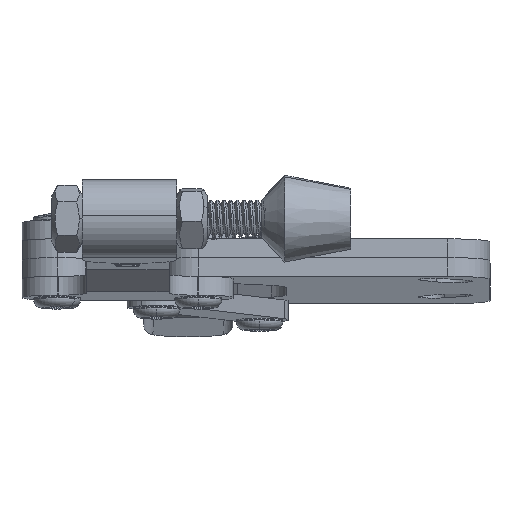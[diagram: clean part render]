
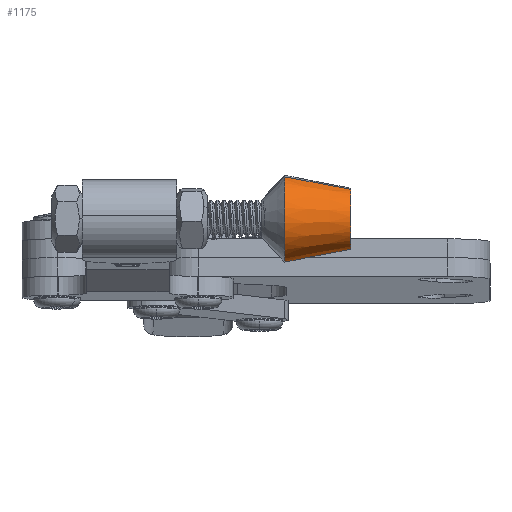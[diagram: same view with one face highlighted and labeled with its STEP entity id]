
A CAD part, left-side view. The second image highlights one B-rep face of the part: STEP entity #1175.
In plain terms, the highlighted conical face has half-angle 11.113 degrees and reference radius 9.25 mm.
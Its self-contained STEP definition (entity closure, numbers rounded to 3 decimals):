
#181 = DIRECTION ( 'NONE',  ( 0., -1., 0. ) ) ;
#579 = CARTESIAN_POINT ( 'NONE',  ( 0., -9.25, 5.5 ) ) ;
#1175 = ADVANCED_FACE ( 'NONE', ( #24585 ), #16905, .T. ) ;
#1727 = CARTESIAN_POINT ( 'NONE',  ( 0., 6.5, -8.5 ) ) ;
#3105 = EDGE_CURVE ( 'NONE', #19357, #10824, #14399, .T. ) ;
#5866 = AXIS2_PLACEMENT_3D ( 'NONE', #30930, #15540, #181 ) ;
#6511 = CARTESIAN_POINT ( 'NONE',  ( 0., 0., -8.5 ) ) ;
#7214 = ORIENTED_EDGE ( 'NONE', *, *, #25698, .T. ) ;
#8234 = AXIS2_PLACEMENT_3D ( 'NONE', #17436, #11978, #31007 ) ;
#9117 = DIRECTION ( 'NONE',  ( 0., -1., 0. ) ) ;
#10824 = VERTEX_POINT ( 'NONE', #17160 ) ;
#11377 = VERTEX_POINT ( 'NONE', #12515 ) ;
#11978 = DIRECTION ( 'NONE',  ( 0., 0., 1. ) ) ;
#12515 = CARTESIAN_POINT ( 'NONE',  ( 0., 9.25, 5.5 ) ) ;
#13813 = ORIENTED_EDGE ( 'NONE', *, *, #27158, .F. ) ;
#14378 = CARTESIAN_POINT ( 'NONE',  ( 0., 9.25, 5.5 ) ) ;
#14399 = LINE ( 'NONE', #579, #26491 ) ;
#15540 = DIRECTION ( 'NONE',  ( 0., 0., 1. ) ) ;
#16905 = CONICAL_SURFACE ( 'NONE', #8234, 9.25, 0.194 ) ;
#17102 = DIRECTION ( 'NONE',  ( 0., 0.193, 0.981 ) ) ;
#17160 = CARTESIAN_POINT ( 'NONE',  ( 0., -9.25, 5.5 ) ) ;
#17436 = CARTESIAN_POINT ( 'NONE',  ( 0., 0., 5.5 ) ) ;
#18186 = ORIENTED_EDGE ( 'NONE', *, *, #32294, .F. ) ;
#18565 = DIRECTION ( 'NONE',  ( 0., -0.193, 0.981 ) ) ;
#19357 = VERTEX_POINT ( 'NONE', #33087 ) ;
#21045 = CIRCLE ( 'NONE', #27622, 6.5 ) ;
#24180 = VECTOR ( 'NONE', #17102, 1000. ) ;
#24547 = DIRECTION ( 'NONE',  ( 0., 0., 1. ) ) ;
#24585 = FACE_OUTER_BOUND ( 'NONE', #25597, .T. ) ;
#25003 = LINE ( 'NONE', #14378, #24180 ) ;
#25597 = EDGE_LOOP ( 'NONE', ( #13813, #7214, #29808, #18186 ) ) ;
#25698 = EDGE_CURVE ( 'NONE', #32674, #19357, #21045, .T. ) ;
#26491 = VECTOR ( 'NONE', #18565, 1000. ) ;
#27158 = EDGE_CURVE ( 'NONE', #32674, #11377, #25003, .T. ) ;
#27171 = CIRCLE ( 'NONE', #5866, 9.25 ) ;
#27622 = AXIS2_PLACEMENT_3D ( 'NONE', #6511, #24547, #9117 ) ;
#29808 = ORIENTED_EDGE ( 'NONE', *, *, #3105, .T. ) ;
#30930 = CARTESIAN_POINT ( 'NONE',  ( 0., 0., 5.5 ) ) ;
#31007 = DIRECTION ( 'NONE',  ( 0., -1., 0. ) ) ;
#32294 = EDGE_CURVE ( 'NONE', #11377, #10824, #27171, .T. ) ;
#32674 = VERTEX_POINT ( 'NONE', #1727 ) ;
#33087 = CARTESIAN_POINT ( 'NONE',  ( 0., -6.5, -8.5 ) ) ;
